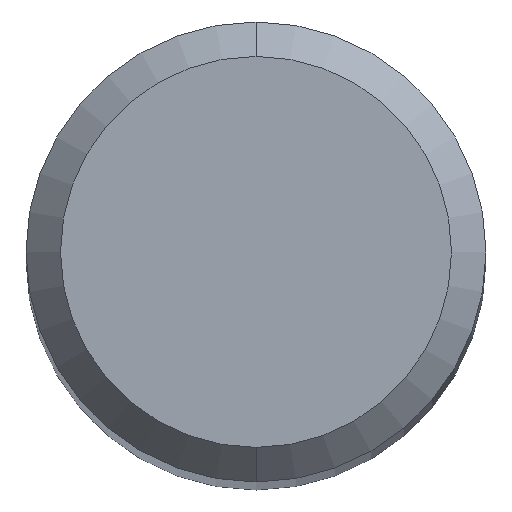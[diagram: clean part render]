
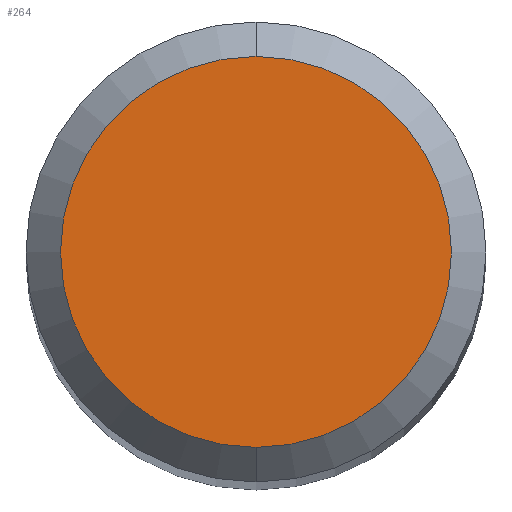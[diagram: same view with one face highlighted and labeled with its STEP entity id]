
A CAD part, top view. The second image highlights one B-rep face of the part: STEP entity #264.
In plain terms, the highlighted planar face has unit normal (0, 0, 1).
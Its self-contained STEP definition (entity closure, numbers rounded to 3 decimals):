
#172=EDGE_CURVE('',#184,#214,#384,.T.);
#184=VERTEX_POINT('',#396);
#214=VERTEX_POINT('',#431);
#230=EDGE_CURVE('',#214,#184,#450,.T.);
#264=ADVANCED_FACE('',(#488),#489,.T.);
#384=CIRCLE('',#617,1.7);
#396=CARTESIAN_POINT('',(0.,-1.7,39.21));
#431=CARTESIAN_POINT('',(0.0,1.7,39.21));
#450=CIRCLE('',#699,1.7);
#488=FACE_OUTER_BOUND('',#752,.T.);
#489=PLANE('',#753);
#617=AXIS2_PLACEMENT_3D('',#897,#898,#899);
#699=AXIS2_PLACEMENT_3D('',#983,#984,#985);
#752=EDGE_LOOP('',(#1039,#1040));
#753=AXIS2_PLACEMENT_3D('',#1041,#1042,#1043);
#897=CARTESIAN_POINT('',(0.0,0.0,39.21));
#898=DIRECTION('',(0.0,0.0,-1.0));
#899=DIRECTION('',(0.0,1.0,0.0));
#983=CARTESIAN_POINT('',(0.0,0.0,39.21));
#984=DIRECTION('',(0.0,0.0,-1.0));
#985=DIRECTION('',(0.0,1.0,0.0));
#1039=ORIENTED_EDGE('',*,*,#230,.F.);
#1040=ORIENTED_EDGE('',*,*,#172,.F.);
#1041=CARTESIAN_POINT('',(0.0,0.85,39.21));
#1042=DIRECTION('',(-0.0,0.0,1.0));
#1043=DIRECTION('',(0.0,-1.0,0.0));
